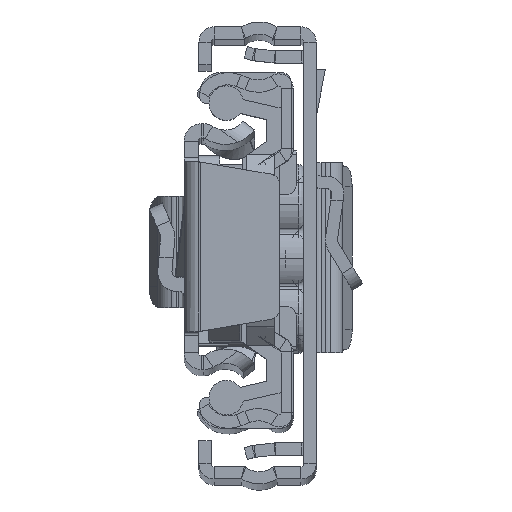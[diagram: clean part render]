
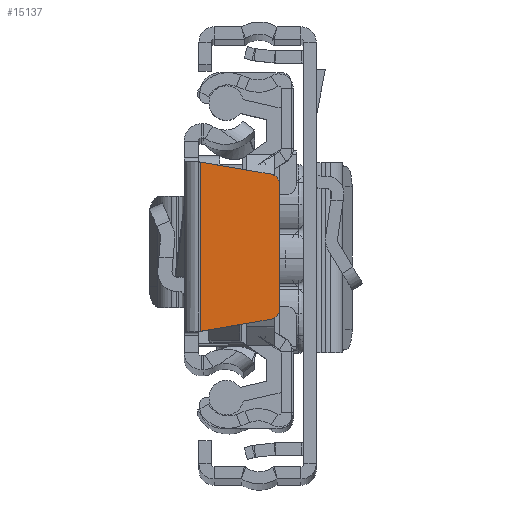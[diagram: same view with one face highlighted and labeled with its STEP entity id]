
A CAD part, top view. The second image highlights one B-rep face of the part: STEP entity #15137.
In plain terms, the highlighted planar face has unit normal (0, 0, 1).
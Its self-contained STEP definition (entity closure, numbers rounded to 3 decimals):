
#205 = VERTEX_POINT ( 'NONE', #20121 ) ;
#741 = CARTESIAN_POINT ( 'NONE',  ( 9.4, -6.156, 0. ) ) ;
#1173 = EDGE_CURVE ( 'NONE', #14799, #5516, #7413, .T. ) ;
#1254 = CARTESIAN_POINT ( 'NONE',  ( 1.6, -8.333, 0. ) ) ;
#1360 = LINE ( 'NONE', #19687, #6370 ) ;
#1593 = ORIENTED_EDGE ( 'NONE', *, *, #16446, .T. ) ;
#1963 = FACE_OUTER_BOUND ( 'NONE', #4008, .T. ) ;
#2010 = DIRECTION ( 'NONE',  ( 0., -1., 0. ) ) ;
#2219 = LINE ( 'NONE', #7268, #13746 ) ;
#2600 = CARTESIAN_POINT ( 'NONE',  ( 8.4, -6.156, 0. ) ) ;
#3232 = ORIENTED_EDGE ( 'NONE', *, *, #11071, .T. ) ;
#3808 = PLANE ( 'NONE',  #14941 ) ;
#4008 = EDGE_LOOP ( 'NONE', ( #14161, #3232, #17754, #1593, #18772, #10648 ) ) ;
#4150 = CARTESIAN_POINT ( 'NONE',  ( 9.4, 6.156, 0. ) ) ;
#5415 = CARTESIAN_POINT ( 'NONE',  ( 1.6, -8.333, 0. ) ) ;
#5516 = VERTEX_POINT ( 'NONE', #13250 ) ;
#6145 = EDGE_CURVE ( 'NONE', #8050, #10562, #12741, .T. ) ;
#6370 = VECTOR ( 'NONE', #16130, 1000. ) ;
#7002 = CARTESIAN_POINT ( 'NONE',  ( 8.4, 6.156, 0. ) ) ;
#7062 = AXIS2_PLACEMENT_3D ( 'NONE', #16154, #8047, #20519 ) ;
#7268 = CARTESIAN_POINT ( 'NONE',  ( 1.5, 8.35, 0. ) ) ;
#7413 = CIRCLE ( 'NONE', #7062, 1. ) ;
#8047 = DIRECTION ( 'NONE',  ( 0., 0., 1. ) ) ;
#8050 = VERTEX_POINT ( 'NONE', #18503 ) ;
#10471 = DIRECTION ( 'NONE',  ( 0., 0., -1. ) ) ;
#10562 = VERTEX_POINT ( 'NONE', #741 ) ;
#10648 = ORIENTED_EDGE ( 'NONE', *, *, #19656, .T. ) ;
#10789 = DIRECTION ( 'NONE',  ( 1., 0., 0. ) ) ;
#10807 = DIRECTION ( 'NONE',  ( 0., 1., 0. ) ) ;
#11071 = EDGE_CURVE ( 'NONE', #11742, #8050, #1360, .T. ) ;
#11742 = VERTEX_POINT ( 'NONE', #1254 ) ;
#12741 = CIRCLE ( 'NONE', #18235, 1. ) ;
#13250 = CARTESIAN_POINT ( 'NONE',  ( 8.568, 7.142, 0. ) ) ;
#13301 = EDGE_CURVE ( 'NONE', #205, #11742, #17292, .T. ) ;
#13738 = VECTOR ( 'NONE', #10807, 1000. ) ;
#13746 = VECTOR ( 'NONE', #13858, 1000. ) ;
#13858 = DIRECTION ( 'NONE',  ( -0.986, 0.168, 0. ) ) ;
#14161 = ORIENTED_EDGE ( 'NONE', *, *, #13301, .T. ) ;
#14251 = LINE ( 'NONE', #4150, #13738 ) ;
#14344 = DIRECTION ( 'NONE',  ( 0., 0., 1. ) ) ;
#14799 = VERTEX_POINT ( 'NONE', #17590 ) ;
#14941 = AXIS2_PLACEMENT_3D ( 'NONE', #7002, #10471, #17029 ) ;
#15137 = ADVANCED_FACE ( 'NONE', ( #1963 ), #3808, .F. ) ;
#16130 = DIRECTION ( 'NONE',  ( 0.986, 0.168, 0. ) ) ;
#16154 = CARTESIAN_POINT ( 'NONE',  ( 8.4, 6.156, 0. ) ) ;
#16446 = EDGE_CURVE ( 'NONE', #10562, #14799, #14251, .T. ) ;
#17029 = DIRECTION ( 'NONE',  ( 1., 0., 0. ) ) ;
#17292 = LINE ( 'NONE', #5415, #19209 ) ;
#17590 = CARTESIAN_POINT ( 'NONE',  ( 9.4, 6.156, 0. ) ) ;
#17754 = ORIENTED_EDGE ( 'NONE', *, *, #6145, .T. ) ;
#18235 = AXIS2_PLACEMENT_3D ( 'NONE', #2600, #14344, #10789 ) ;
#18503 = CARTESIAN_POINT ( 'NONE',  ( 8.568, -7.142, 0. ) ) ;
#18772 = ORIENTED_EDGE ( 'NONE', *, *, #1173, .T. ) ;
#19209 = VECTOR ( 'NONE', #2010, 1000. ) ;
#19656 = EDGE_CURVE ( 'NONE', #5516, #205, #2219, .T. ) ;
#19687 = CARTESIAN_POINT ( 'NONE',  ( 8.568, -7.142, 0. ) ) ;
#20121 = CARTESIAN_POINT ( 'NONE',  ( 1.6, 8.333, 0. ) ) ;
#20519 = DIRECTION ( 'NONE',  ( 1., 0., 0. ) ) ;
